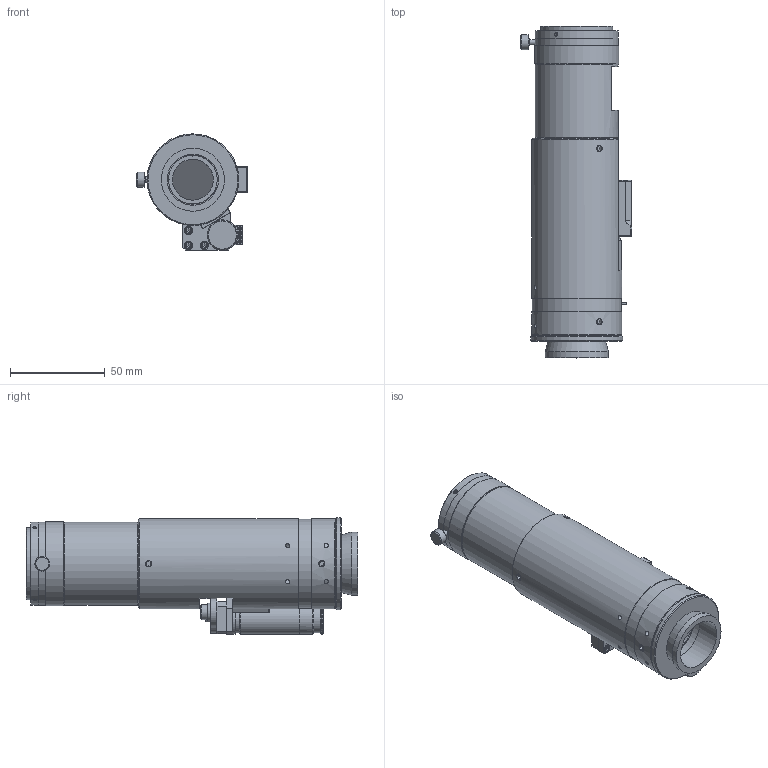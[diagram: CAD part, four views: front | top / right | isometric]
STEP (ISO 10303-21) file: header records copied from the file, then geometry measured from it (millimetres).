
FILE_DESCRIPTION((''),'2;1');
FILE_NAME('51326_0.stp','2009-01-09T14:38:45',('EVANS'),(''),'Autodesk Inventor 2009','Autodesk Inventor 2009','');
FILE_SCHEMA(('AUTOMOTIVE_DESIGN { 1 0 10303 214 1 1 1 1 }'));
Length unit declared in the file: inch
Products named in the file (51): Assembly8 (LevelofDetail1); 51326 (~1); 7015; 62327; 7449; 7036; 51276(coax) (~1); 51186; 50347(COAX) (~1); 50352; 7004; 60398; 60400; 60399-R; 7183; 7040; 51275; 50211; 50215-R; 62325; 51187; 7007; 51280; 51279; 51278; 50109; 7470; 62565_12X; 60976; 62326; 62326-1; DN6848S; ECS-T1CY105R; ECJ-2VF1H104Z; 62804; 50159; 50163; 50162; 5402; 7008 ...
Assembly tree (72 placements, depth 5):
  Assembly8 (LevelofDetail1)
    51326 (~1)
      7015
      62327
      7449  x3
      7036  x2
      51276(coax) (~1)
        51186
        50347(COAX) (~1)
          50352
        7004  x6
        60398
        60400
        60399-R
        7183
        7040  x4
        7036  x3
        51275
          50211
          50215-R
          62325  x2
          51187
          7007  x3
      51280
        51279
        51278
        50109
        7470  x3
      62565_12X
        60976
        62326
          62326-1
          DN6848S  x2
          ECS-T1CY105R
          ECJ-2VF1H104Z
        62804
      50159
        50163
        50162
        5402
        7008
        60436
          7261
          60433
        50161
        6287
        50164
        7006  x3
        50206
      61337-R
        61337-R-1
        61337-R-2
Bounding box: 58.78 x 175.11 x 61.41 mm (x, y, z)
Volume: 135581 mm3; surface area: 103315 mm2
Topology: 62 solids, 65 shells, 1582 faces, 3872 edges, 2547 vertices
Faces by surface type: plane 995, bspline 273, cylinder 200, cone 104, sphere 8, torus 2
Full cylindrical faces by diameter (mm): 1.016 x4, 1.473 x4, 1.575 x1, 1.702 x6, 1.854 x3, 2.159 x7, 2.184 x23, 2.54 x1, 2.845 x10, 2.997 x2, 3.556 x6, 3.785 x1, 4.166 x7, 4.267 x3, 4.75 x2, 4.757 x2, 4.78 x1, 6.35 x1, 7.01 x2, 7.874 x1, 7.938 x1, 9.525 x2, 10.109 x1, 10.16 x1, 14.11 x1, 14.122 x1, 14.351 x1, 14.503 x1, 14.808 x2, 14.986 x1
Entity records: 42486 total; most frequent: CARTESIAN_POINT 13697, ORIENTED_EDGE 5504, DIRECTION 4891, EDGE_CURVE 2755, VERTEX_POINT 1963, VECTOR 1789, LINE 1789, EDGE_LOOP 1740
